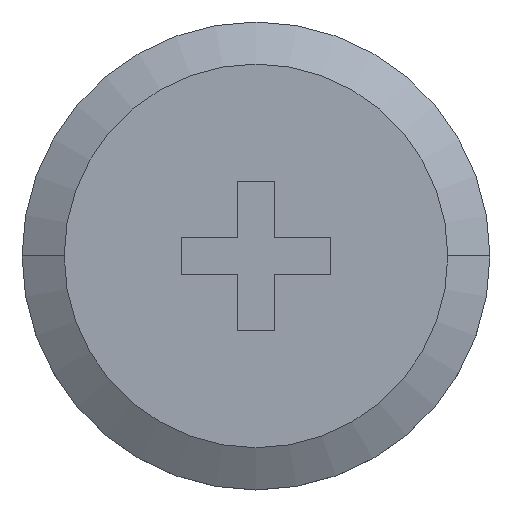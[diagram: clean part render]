
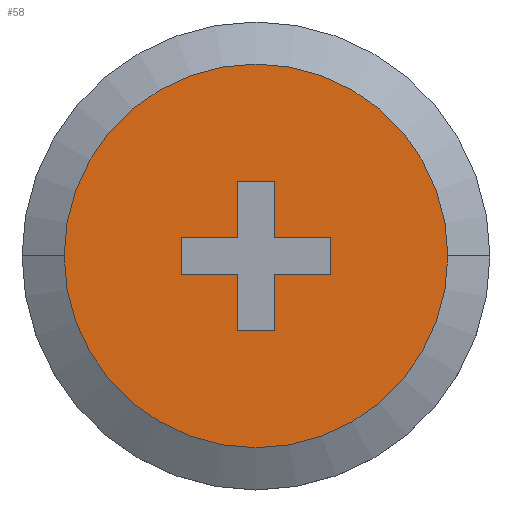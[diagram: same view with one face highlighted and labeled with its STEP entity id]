
A CAD part, top view. The second image highlights one B-rep face of the part: STEP entity #58.
In plain terms, the highlighted planar face has unit normal (0, 0, 1).
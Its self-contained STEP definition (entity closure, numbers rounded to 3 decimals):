
#44 = EDGE_CURVE ( 'NONE', #197, #196, #319, .T. ) ;
#45 = ORIENTED_EDGE ( 'NONE', *, *, #188, .T. ) ;
#58 = ADVANCED_FACE ( 'NONE', ( #358, #357 ), #356, .F. ) ;
#59 = EDGE_LOOP ( 'NONE', ( #216, #64, #109, #110, #105, #86, #171, #117, #114, #101, #103, #99 ) ) ;
#64 = ORIENTED_EDGE ( 'NONE', *, *, #108, .F. ) ;
#66 = VERTEX_POINT ( 'NONE', #346 ) ;
#82 = VERTEX_POINT ( 'NONE', #393 ) ;
#86 = ORIENTED_EDGE ( 'NONE', *, *, #91, .F. ) ;
#91 = EDGE_CURVE ( 'NONE', #82, #118, #379, .T. ) ;
#93 = EDGE_CURVE ( 'NONE', #104, #95, #375, .T. ) ;
#94 = EDGE_CURVE ( 'NONE', #100, #112, #371, .T. ) ;
#95 = VERTEX_POINT ( 'NONE', #367 ) ;
#96 = ORIENTED_EDGE ( 'NONE', *, *, #44, .T. ) ;
#97 = EDGE_CURVE ( 'NONE', #126, #104, #427, .T. ) ;
#98 = EDGE_LOOP ( 'NONE', ( #96, #45 ) ) ;
#99 = ORIENTED_EDGE ( 'NONE', *, *, #97, .F. ) ;
#100 = VERTEX_POINT ( 'NONE', #423 ) ;
#101 = ORIENTED_EDGE ( 'NONE', *, *, #102, .F. ) ;
#102 = EDGE_CURVE ( 'NONE', #95, #100, #422, .T. ) ;
#103 = ORIENTED_EDGE ( 'NONE', *, *, #93, .F. ) ;
#104 = VERTEX_POINT ( 'NONE', #418 ) ;
#105 = ORIENTED_EDGE ( 'NONE', *, *, #111, .F. ) ;
#106 = VERTEX_POINT ( 'NONE', #417 ) ;
#107 = VERTEX_POINT ( 'NONE', #416 ) ;
#108 = EDGE_CURVE ( 'NONE', #107, #115, #415, .T. ) ;
#109 = ORIENTED_EDGE ( 'NONE', *, *, #124, .F. ) ;
#110 = ORIENTED_EDGE ( 'NONE', *, *, #123, .F. ) ;
#111 = EDGE_CURVE ( 'NONE', #118, #106, #411, .T. ) ;
#112 = VERTEX_POINT ( 'NONE', #407 ) ;
#113 = EDGE_CURVE ( 'NONE', #112, #66, #406, .T. ) ;
#114 = ORIENTED_EDGE ( 'NONE', *, *, #94, .F. ) ;
#115 = VERTEX_POINT ( 'NONE', #402 ) ;
#117 = ORIENTED_EDGE ( 'NONE', *, *, #113, .F. ) ;
#118 = VERTEX_POINT ( 'NONE', #401 ) ;
#123 = EDGE_CURVE ( 'NONE', #106, #125, #459, .T. ) ;
#124 = EDGE_CURVE ( 'NONE', #125, #107, #455, .T. ) ;
#125 = VERTEX_POINT ( 'NONE', #451 ) ;
#126 = VERTEX_POINT ( 'NONE', #450 ) ;
#169 = EDGE_CURVE ( 'NONE', #66, #82, #506, .T. ) ;
#171 = ORIENTED_EDGE ( 'NONE', *, *, #169, .F. ) ;
#188 = EDGE_CURVE ( 'NONE', #196, #197, #551, .T. ) ;
#196 = VERTEX_POINT ( 'NONE', #543 ) ;
#197 = VERTEX_POINT ( 'NONE', #542 ) ;
#216 = ORIENTED_EDGE ( 'NONE', *, *, #217, .F. ) ;
#217 = EDGE_CURVE ( 'NONE', #115, #126, #573, .T. ) ;
#311 = DIRECTION ( 'NONE',  ( -1., 0., 0. ) ) ;
#312 = DIRECTION ( 'NONE',  ( 0., 0., 1. ) ) ;
#313 = CARTESIAN_POINT ( 'NONE',  ( 0., 0., 0.6 ) ) ;
#314 = AXIS2_PLACEMENT_3D ( 'NONE', #313, #312, #311 ) ;
#319 = CIRCLE ( 'NONE', #314, 2.05 ) ;
#346 = CARTESIAN_POINT ( 'NONE',  ( 0.8, -0.2, 0.6 ) ) ;
#352 = DIRECTION ( 'NONE',  ( -1., 0., 0. ) ) ;
#353 = DIRECTION ( 'NONE',  ( 0., 0., -1. ) ) ;
#354 = CARTESIAN_POINT ( 'NONE',  ( 0., 0., 0.6 ) ) ;
#355 = AXIS2_PLACEMENT_3D ( 'NONE', #354, #353, #352 ) ;
#356 = PLANE ( 'NONE',  #355 ) ;
#357 = FACE_OUTER_BOUND ( 'NONE', #98, .T. ) ;
#358 = FACE_BOUND ( 'NONE', #59, .T. ) ;
#367 = CARTESIAN_POINT ( 'NONE',  ( -0.2, -0.8, 0.6 ) ) ;
#368 = DIRECTION ( 'NONE',  ( 0., 1., 0. ) ) ;
#369 = VECTOR ( 'NONE', #368, 1000. ) ;
#370 = CARTESIAN_POINT ( 'NONE',  ( 0.2, -0.8, 0.6 ) ) ;
#371 = LINE ( 'NONE', #370, #369 ) ;
#372 = DIRECTION ( 'NONE',  ( 0., -1., 0. ) ) ;
#373 = VECTOR ( 'NONE', #372, 1000. ) ;
#374 = CARTESIAN_POINT ( 'NONE',  ( -0.2, -0.2, 0.6 ) ) ;
#375 = LINE ( 'NONE', #374, #373 ) ;
#376 = DIRECTION ( 'NONE',  ( -1., 0., 0. ) ) ;
#377 = VECTOR ( 'NONE', #376, 1000. ) ;
#378 = CARTESIAN_POINT ( 'NONE',  ( 0.8, 0.2, 0.6 ) ) ;
#379 = LINE ( 'NONE', #378, #377 ) ;
#393 = CARTESIAN_POINT ( 'NONE',  ( 0.8, 0.2, 0.6 ) ) ;
#401 = CARTESIAN_POINT ( 'NONE',  ( 0.2, 0.2, 0.6 ) ) ;
#402 = CARTESIAN_POINT ( 'NONE',  ( -0.8, 0.2, 0.6 ) ) ;
#403 = DIRECTION ( 'NONE',  ( 1., 0., 0. ) ) ;
#404 = VECTOR ( 'NONE', #403, 1000. ) ;
#405 = CARTESIAN_POINT ( 'NONE',  ( 0.2, -0.2, 0.6 ) ) ;
#406 = LINE ( 'NONE', #405, #404 ) ;
#407 = CARTESIAN_POINT ( 'NONE',  ( 0.2, -0.2, 0.6 ) ) ;
#408 = DIRECTION ( 'NONE',  ( 0., 1., 0. ) ) ;
#409 = VECTOR ( 'NONE', #408, 1000. ) ;
#410 = CARTESIAN_POINT ( 'NONE',  ( 0.2, 0.2, 0.6 ) ) ;
#411 = LINE ( 'NONE', #410, #409 ) ;
#412 = DIRECTION ( 'NONE',  ( -1., 0., 0. ) ) ;
#413 = VECTOR ( 'NONE', #412, 1000. ) ;
#414 = CARTESIAN_POINT ( 'NONE',  ( -0.2, 0.2, 0.6 ) ) ;
#415 = LINE ( 'NONE', #414, #413 ) ;
#416 = CARTESIAN_POINT ( 'NONE',  ( -0.2, 0.2, 0.6 ) ) ;
#417 = CARTESIAN_POINT ( 'NONE',  ( 0.2, 0.8, 0.6 ) ) ;
#418 = CARTESIAN_POINT ( 'NONE',  ( -0.2, -0.2, 0.6 ) ) ;
#419 = DIRECTION ( 'NONE',  ( 1., 0., 0. ) ) ;
#420 = VECTOR ( 'NONE', #419, 1000. ) ;
#421 = CARTESIAN_POINT ( 'NONE',  ( -0.2, -0.8, 0.6 ) ) ;
#422 = LINE ( 'NONE', #421, #420 ) ;
#423 = CARTESIAN_POINT ( 'NONE',  ( 0.2, -0.8, 0.6 ) ) ;
#424 = DIRECTION ( 'NONE',  ( 1., 0., 0. ) ) ;
#425 = VECTOR ( 'NONE', #424, 1000. ) ;
#426 = CARTESIAN_POINT ( 'NONE',  ( -0.8, -0.2, 0.6 ) ) ;
#427 = LINE ( 'NONE', #426, #425 ) ;
#450 = CARTESIAN_POINT ( 'NONE',  ( -0.8, -0.2, 0.6 ) ) ;
#451 = CARTESIAN_POINT ( 'NONE',  ( -0.2, 0.8, 0.6 ) ) ;
#452 = DIRECTION ( 'NONE',  ( 0., -1., 0. ) ) ;
#453 = VECTOR ( 'NONE', #452, 1000. ) ;
#454 = CARTESIAN_POINT ( 'NONE',  ( -0.2, 0.8, 0.6 ) ) ;
#455 = LINE ( 'NONE', #454, #453 ) ;
#456 = DIRECTION ( 'NONE',  ( -1., 0., 0. ) ) ;
#457 = VECTOR ( 'NONE', #456, 1000. ) ;
#458 = CARTESIAN_POINT ( 'NONE',  ( 0.2, 0.8, 0.6 ) ) ;
#459 = LINE ( 'NONE', #458, #457 ) ;
#503 = DIRECTION ( 'NONE',  ( 0., 1., 0. ) ) ;
#504 = VECTOR ( 'NONE', #503, 1000. ) ;
#505 = CARTESIAN_POINT ( 'NONE',  ( 0.8, -0.2, 0.6 ) ) ;
#506 = LINE ( 'NONE', #505, #504 ) ;
#542 = CARTESIAN_POINT ( 'NONE',  ( -2.05, 0., 0.6 ) ) ;
#543 = CARTESIAN_POINT ( 'NONE',  ( 2.05, 0., 0.6 ) ) ;
#548 = DIRECTION ( 'NONE',  ( -1., 0., 0. ) ) ;
#549 = DIRECTION ( 'NONE',  ( 0., 0., 1. ) ) ;
#550 = AXIS2_PLACEMENT_3D ( 'NONE', #555, #549, #548 ) ;
#551 = CIRCLE ( 'NONE', #550, 2.05 ) ;
#555 = CARTESIAN_POINT ( 'NONE',  ( 0., 0., 0.6 ) ) ;
#566 = DIRECTION ( 'NONE',  ( 0., -1., 0. ) ) ;
#567 = VECTOR ( 'NONE', #566, 1000. ) ;
#568 = CARTESIAN_POINT ( 'NONE',  ( -0.8, 0.2, 0.6 ) ) ;
#573 = LINE ( 'NONE', #568, #567 ) ;
